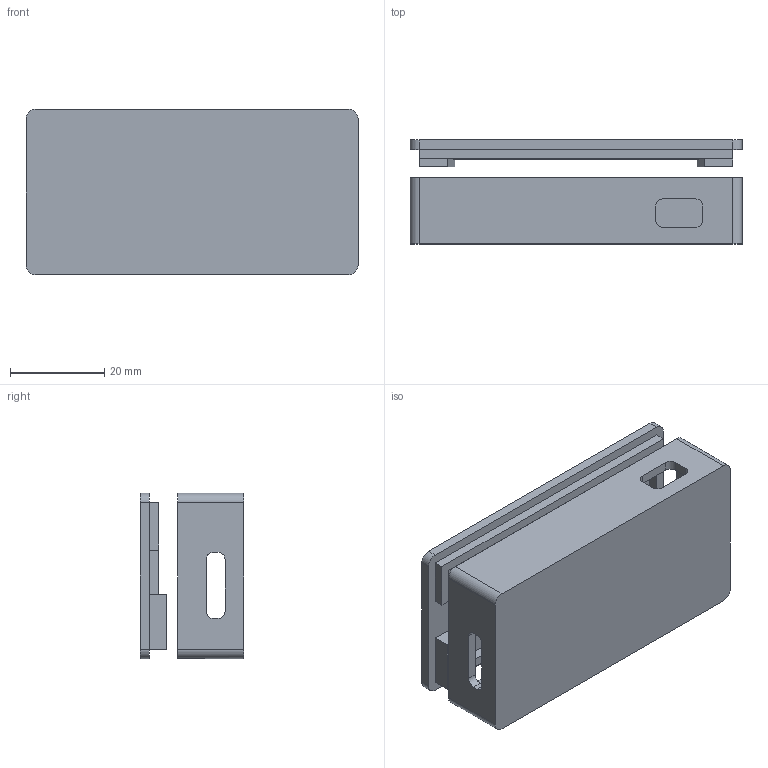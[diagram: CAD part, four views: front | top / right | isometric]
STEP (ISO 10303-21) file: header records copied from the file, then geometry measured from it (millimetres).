
FILE_DESCRIPTION(/* description */ (''),/* implementation_level */ '2;1');
FILE_NAME(/* name */ 'Respeaker Zero Case v33.stp',/* time_stamp */ '2022-09-22T11:54:14+02:00',/* author */ (''),/* organization */ (''),/* preprocessor_version */ 'ST-DEVELOPER v19',/* originating_system */ 'Autodesk Translation Framework v11.7.0.108',/* authorisation */ '');
FILE_SCHEMA (('AUTOMOTIVE_DESIGN { 1 0 10303 214 3 1 1 }'));
Length unit declared in the file: millimetre
Products named in the file (3): Respeaker Zero Case; Base; Cap
Assembly tree (2 placements, depth 2):
  Respeaker Zero Case
    Base
    Cap
Bounding box: 70.3 x 22 x 35 mm (x, y, z)
Volume: 17027.1 mm3; surface area: 16169.1 mm2
Topology: 2 solids, 2 shells, 90 faces, 258 edges, 172 vertices
Faces by surface type: plane 67, cylinder 23
Full cylindrical faces by diameter (mm): 6.6 x1
Entity records: 3033 total; most frequent: CARTESIAN_POINT 525, ORIENTED_EDGE 516, DIRECTION 498, EDGE_CURVE 258, LINE 208, VECTOR 208, VERTEX_POINT 172, AXIS2_PLACEMENT_3D 145
